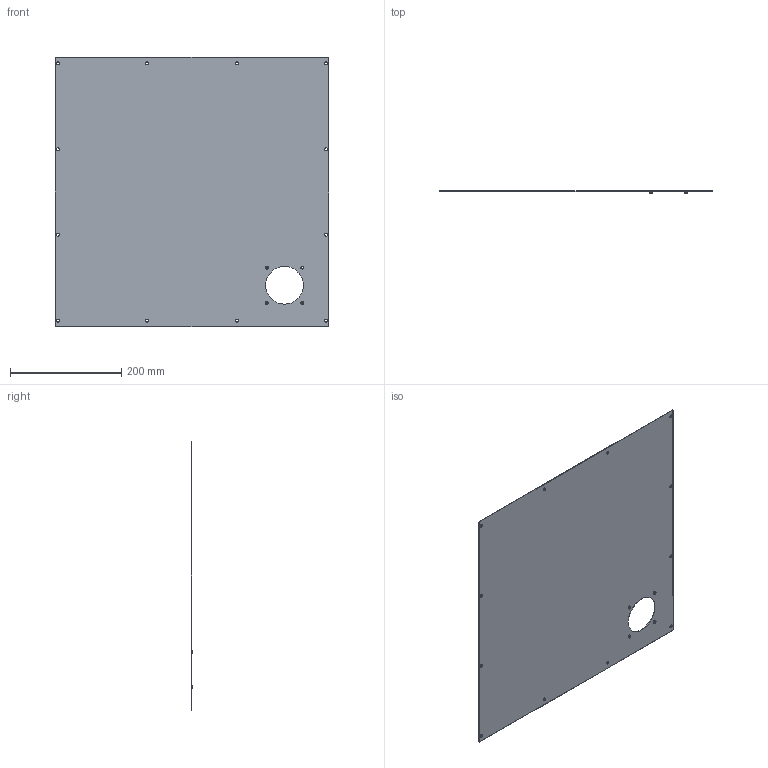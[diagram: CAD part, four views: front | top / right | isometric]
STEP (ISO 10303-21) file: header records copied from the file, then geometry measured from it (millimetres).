
FILE_DESCRIPTION (( 'STEP AP203' ), '1' );
FILE_NAME ('Jupiter奻窒掖啣.STEP', '2022-09-27T06:10:46', ( '' ), ( '' ), 'SwSTEP 2.0', 'SolidWorks 2016', '' );
FILE_SCHEMA (( 'CONFIG_CONTROL_DESIGN' ));
Length unit declared in the file: millimetre
Products named in the file (1): Jupiter奻窒掖啣
Bounding box: 493.3 x 3 x 486 mm (x, y, z)
Volume: 235923.4 mm3; surface area: 474219.5 mm2
Topology: 1 solids, 1 shells, 56 faces, 150 edges, 100 vertices
Faces by surface type: cylinder 42, plane 14
Entity records: 1943 total; most frequent: DIRECTION 348, CARTESIAN_POINT 307, ORIENTED_EDGE 300, EDGE_CURVE 150, AXIS2_PLACEMENT_3D 141, VERTEX_POINT 100, EDGE_LOOP 94, CIRCLE 84
